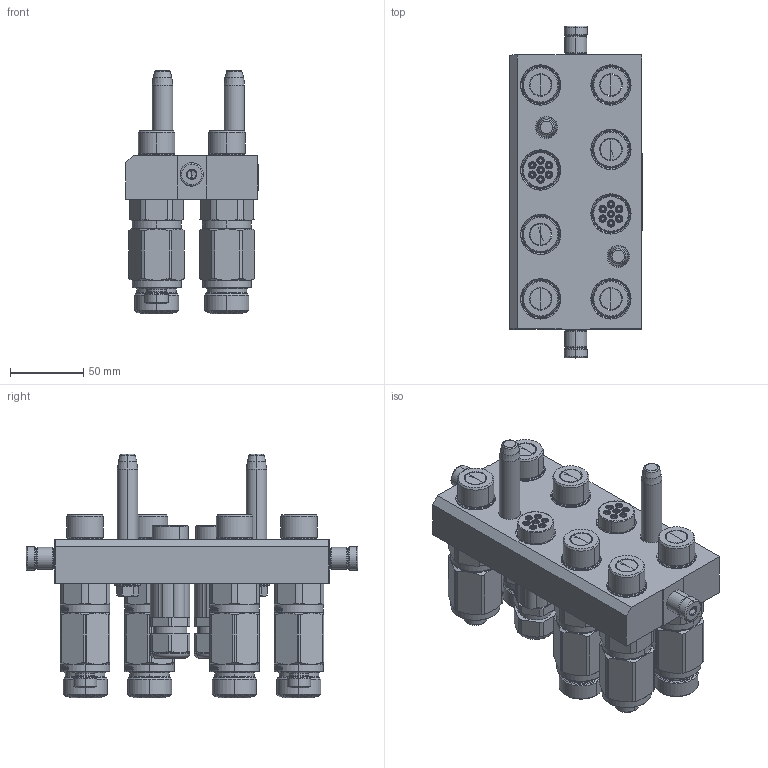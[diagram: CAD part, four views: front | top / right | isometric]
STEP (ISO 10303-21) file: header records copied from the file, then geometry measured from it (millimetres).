
FILE_DESCRIPTION (( 'STEP AP214' ), '1' );
FILE_NAME ('FASTER.step', '2022-01-10T13:53:33', ( '' ), ( '' ), 'SwSTEP 2.0', 'SolidWorks 2017', '' );
FILE_SCHEMA (( 'AUTOMOTIVE_DESIGN' ));
Length unit declared in the file: millimetre
Products named in the file (15): 4830_044_0000_000; P808_M_BASE; 3ffnp12-2_16m; 4830_021_1000_000; corspel08-7_m; 4830_028_1000_011; conn_7p_m; 1540_080_0008_000; FASTER; 4830_013_3000_030; 4850_010_0000_020; 3ffnp1211_34sm; et002
Assembly tree (25 placements, depth 3):
  FASTER
    P808_M_BASE
      4850_010_0000_020
      4830_021_1000_000  x2
      1540_080_0008_000  x2
      4830_013_3000_030  x2
      4830_028_1000_011  x2
    3ffnp12-2_16m  x2
      3ffnp12-2_16m
    conn_7p_m  x2
      4830_044_0000_000
      corspel08-7_m
    3ffnp1211_34sm  x4
      3ffnp1211_34sm
    et002
Bounding box: 90.3 x 226.6 x 166.03 mm (x, y, z)
Volume: 2473.8 mm3; surface area: 220206.9 mm2
Topology: 3 solids, 112 shells, 3568 faces, 10375 edges, 6788 vertices
Faces by surface type: plane 1851, cylinder 705, cone 548, torus 252, bspline 200, sphere 12
Entity records: 80128 total; most frequent: CARTESIAN_POINT 20310, ORIENTED_EDGE 10657, DIRECTION 10067, EDGE_CURVE 5676, VECTOR 3747, LINE 3747, VERTEX_POINT 3712, AXIS2_PLACEMENT_3D 3160
